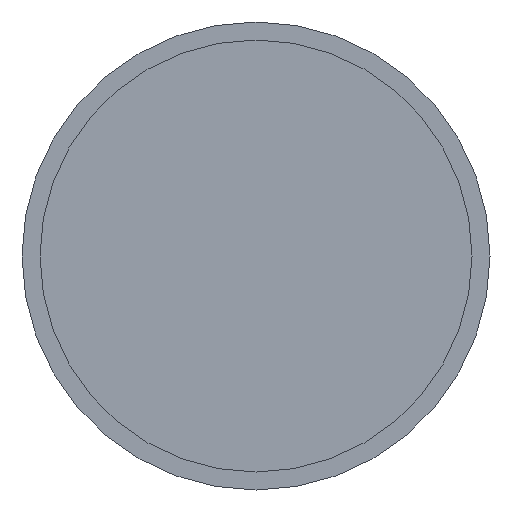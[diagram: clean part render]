
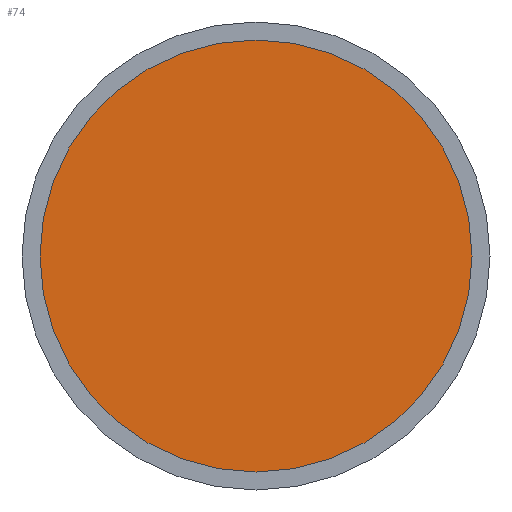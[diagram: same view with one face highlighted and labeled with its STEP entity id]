
A CAD part, front view. The second image highlights one B-rep face of the part: STEP entity #74.
In plain terms, the highlighted planar face has unit normal (0, -1, 0).
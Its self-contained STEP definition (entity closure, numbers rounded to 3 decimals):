
#74 = ADVANCED_FACE( '', ( #170 ), #171, .F. );
#170 = FACE_OUTER_BOUND( '', #285, .T. );
#171 = PLANE( '', #286 );
#285 = EDGE_LOOP( '', ( #461 ) );
#286 = AXIS2_PLACEMENT_3D( '', #462, #463, #464 );
#461 = ORIENTED_EDGE( '', *, *, #661, .T. );
#462 = CARTESIAN_POINT( '', ( 30., 3., 0. ) );
#463 = DIRECTION( '', ( 0., 1., 0. ) );
#464 = DIRECTION( '', ( 0., 0., 1. ) );
#661 = EDGE_CURVE( '', #768, #768, #769, .T. );
#768 = VERTEX_POINT( '', #894 );
#769 = CIRCLE( '', #895, 30. );
#894 = CARTESIAN_POINT( '', ( 0., 3., -30. ) );
#895 = AXIS2_PLACEMENT_3D( '', #1051, #1052, #1053 );
#1051 = CARTESIAN_POINT( '', ( 0., 3., 0. ) );
#1052 = DIRECTION( '', ( 0., -1., 0. ) );
#1053 = DIRECTION( '', ( 0., 0., -1. ) );
